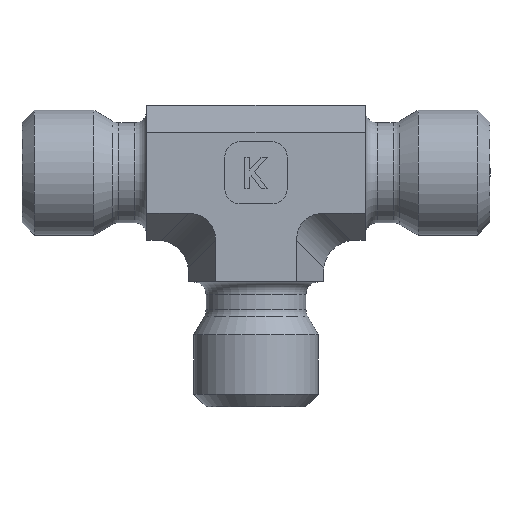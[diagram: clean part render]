
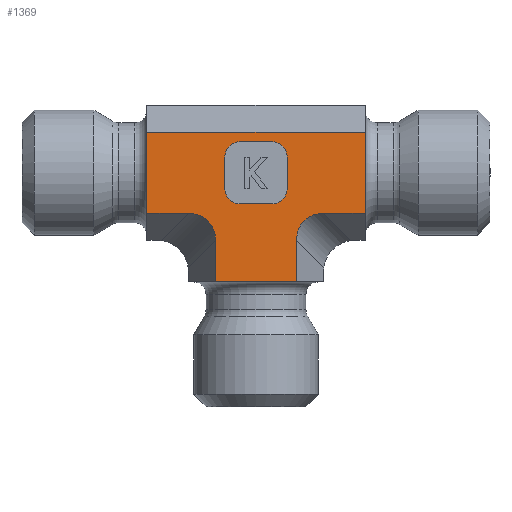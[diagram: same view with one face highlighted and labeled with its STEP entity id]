
A CAD part, left-side view. The second image highlights one B-rep face of the part: STEP entity #1369.
In plain terms, the highlighted planar face has unit normal (-1, 0, 0).
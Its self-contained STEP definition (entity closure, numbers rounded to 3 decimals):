
#360=CARTESIAN_POINT('',(-24.485,16.544,7.402));
#361=VERTEX_POINT('',#360);
#368=CARTESIAN_POINT('',(-24.485,16.544,12.598));
#369=VERTEX_POINT('',#368);
#370=CARTESIAN_POINT('',(-24.485,16.544,12.598));
#371=DIRECTION('',(0.0,0.0,-1.0));
#372=VECTOR('',#371,5.196);
#373=LINE('',#370,#372);
#374=EDGE_CURVE('',#369,#361,#373,.T.);
#523=CARTESIAN_POINT('',(-24.485,2.544,12.598));
#524=VERTEX_POINT('',#523);
#525=CARTESIAN_POINT('',(-24.485,16.544,12.598));
#526=DIRECTION('',(0.0,-1.0,0.0));
#527=VECTOR('',#526,14.);
#528=LINE('',#525,#527);
#529=EDGE_CURVE('',#369,#524,#528,.T.);
#803=CARTESIAN_POINT('',(-24.485,6.946,3.));
#804=VERTEX_POINT('',#803);
#811=CARTESIAN_POINT('',(-24.485,12.142,3.));
#812=VERTEX_POINT('',#811);
#813=CARTESIAN_POINT('',(-24.485,12.142,3.));
#814=DIRECTION('',(0.0,-1.0,0.0));
#815=VECTOR('',#814,5.196);
#816=LINE('',#813,#815);
#817=EDGE_CURVE('',#812,#804,#816,.T.);
#894=CARTESIAN_POINT('',(-24.485,12.142,5.67));
#895=VERTEX_POINT('',#894);
#896=CARTESIAN_POINT('',(-24.485,12.142,3.));
#897=DIRECTION('',(0.0,0.0,1.0));
#898=VECTOR('',#897,2.67);
#899=LINE('',#896,#898);
#900=EDGE_CURVE('',#812,#895,#899,.T.);
#1128=CARTESIAN_POINT('',(-24.485,2.544,7.402));
#1129=VERTEX_POINT('',#1128);
#1154=CARTESIAN_POINT('',(-24.485,2.544,7.402));
#1155=DIRECTION('',(0.0,0.0,1.0));
#1156=VECTOR('',#1155,5.196);
#1157=LINE('',#1154,#1156);
#1158=EDGE_CURVE('',#1129,#524,#1157,.T.);
#1229=CARTESIAN_POINT('',(-24.485,5.214,7.402));
#1230=VERTEX_POINT('',#1229);
#1231=CARTESIAN_POINT('',(-24.485,5.214,7.402));
#1232=DIRECTION('',(0.0,-1.0,0.0));
#1233=VECTOR('',#1232,2.67);
#1234=LINE('',#1231,#1233);
#1235=EDGE_CURVE('',#1230,#1129,#1234,.T.);
#1256=CARTESIAN_POINT('',(-24.485,6.946,0.0));
#1257=DIRECTION('',(-1.0,0.0,0.0));
#1258=DIRECTION('',(0.0,0.0,1.0));
#1259=AXIS2_PLACEMENT_3D('',#1256,#1257,#1258);
#1260=PLANE('',#1259);
#1261=ORIENTED_EDGE('',*,*,#374,.T.);
#1262=CARTESIAN_POINT('',(-24.485,13.874,7.402));
#1263=VERTEX_POINT('',#1262);
#1264=CARTESIAN_POINT('',(-24.485,13.874,7.402));
#1265=DIRECTION('',(0.0,1.0,0.0));
#1266=VECTOR('',#1265,2.67);
#1267=LINE('',#1264,#1266);
#1268=EDGE_CURVE('',#1263,#361,#1267,.T.);
#1269=ORIENTED_EDGE('',*,*,#1268,.F.);
#1270=CARTESIAN_POINT('',(-24.485,14.451,5.093));
#1271=DIRECTION('',(-1.0,0.0,0.0));
#1272=DIRECTION('',(0.0,-0.707,0.707));
#1273=AXIS2_PLACEMENT_3D('',#1270,#1271,#1272);
#1274=ELLIPSE('',#1273,2.582,2.0);
#1275=EDGE_CURVE('',#895,#1263,#1274,.T.);
#1276=ORIENTED_EDGE('',*,*,#1275,.F.);
#1277=ORIENTED_EDGE('',*,*,#900,.F.);
#1278=ORIENTED_EDGE('',*,*,#817,.T.);
#1279=CARTESIAN_POINT('',(-24.485,6.946,5.67));
#1280=VERTEX_POINT('',#1279);
#1281=CARTESIAN_POINT('',(-24.485,6.946,3.));
#1282=DIRECTION('',(0.0,0.0,1.0));
#1283=VECTOR('',#1282,2.67);
#1284=LINE('',#1281,#1283);
#1285=EDGE_CURVE('',#804,#1280,#1284,.T.);
#1286=ORIENTED_EDGE('',*,*,#1285,.T.);
#1287=CARTESIAN_POINT('',(-24.485,4.636,5.093));
#1288=DIRECTION('',(-1.0,0.0,0.0));
#1289=DIRECTION('',(0.0,0.707,0.707));
#1290=AXIS2_PLACEMENT_3D('',#1287,#1288,#1289);
#1291=ELLIPSE('',#1290,2.582,2.0);
#1292=EDGE_CURVE('',#1230,#1280,#1291,.T.);
#1293=ORIENTED_EDGE('',*,*,#1292,.F.);
#1294=ORIENTED_EDGE('',*,*,#1235,.T.);
#1295=ORIENTED_EDGE('',*,*,#1158,.T.);
#1296=ORIENTED_EDGE('',*,*,#529,.F.);
#1297=EDGE_LOOP('',(#1261,#1269,#1276,#1277,#1278,#1286,#1293,#1294,#1295,#1296));
#1298=FACE_OUTER_BOUND('',#1297,.T.);
#1299=CARTESIAN_POINT('',(-24.485,8.544,8.0));
#1300=VERTEX_POINT('',#1299);
#1301=CARTESIAN_POINT('',(-24.485,10.544,8.0));
#1302=VERTEX_POINT('',#1301);
#1303=CARTESIAN_POINT('',(-24.485,8.544,8.0));
#1304=DIRECTION('',(0.0,1.0,0.0));
#1305=VECTOR('',#1304,2.0);
#1306=LINE('',#1303,#1305);
#1307=EDGE_CURVE('',#1300,#1302,#1306,.T.);
#1308=ORIENTED_EDGE('',*,*,#1307,.T.);
#1309=CARTESIAN_POINT('',(-24.485,11.544,9.0));
#1310=VERTEX_POINT('',#1309);
#1311=CARTESIAN_POINT('',(-24.485,10.544,9.0));
#1312=DIRECTION('',(-1.0,0.0,0.0));
#1313=DIRECTION('',(0.0,0.707,-0.707));
#1314=AXIS2_PLACEMENT_3D('',#1311,#1312,#1313);
#1315=CIRCLE('',#1314,1.0);
#1316=EDGE_CURVE('',#1310,#1302,#1315,.T.);
#1317=ORIENTED_EDGE('',*,*,#1316,.F.);
#1318=CARTESIAN_POINT('',(-24.485,11.544,11.));
#1319=VERTEX_POINT('',#1318);
#1320=CARTESIAN_POINT('',(-24.485,11.544,9.0));
#1321=DIRECTION('',(0.0,0.0,1.0));
#1322=VECTOR('',#1321,2.0);
#1323=LINE('',#1320,#1322);
#1324=EDGE_CURVE('',#1310,#1319,#1323,.T.);
#1325=ORIENTED_EDGE('',*,*,#1324,.T.);
#1326=CARTESIAN_POINT('',(-24.485,10.544,12.0));
#1327=VERTEX_POINT('',#1326);
#1328=CARTESIAN_POINT('',(-24.485,10.544,11.));
#1329=DIRECTION('',(-1.0,0.0,0.0));
#1330=DIRECTION('',(0.0,0.707,0.707));
#1331=AXIS2_PLACEMENT_3D('',#1328,#1329,#1330);
#1332=CIRCLE('',#1331,1.0);
#1333=EDGE_CURVE('',#1327,#1319,#1332,.T.);
#1334=ORIENTED_EDGE('',*,*,#1333,.F.);
#1335=CARTESIAN_POINT('',(-24.485,8.544,12.0));
#1336=VERTEX_POINT('',#1335);
#1337=CARTESIAN_POINT('',(-24.485,10.544,12.0));
#1338=DIRECTION('',(0.0,-1.0,0.0));
#1339=VECTOR('',#1338,2.);
#1340=LINE('',#1337,#1339);
#1341=EDGE_CURVE('',#1327,#1336,#1340,.T.);
#1342=ORIENTED_EDGE('',*,*,#1341,.T.);
#1343=CARTESIAN_POINT('',(-24.485,7.544,11.));
#1344=VERTEX_POINT('',#1343);
#1345=CARTESIAN_POINT('',(-24.485,8.544,11.));
#1346=DIRECTION('',(-1.0,0.0,0.0));
#1347=DIRECTION('',(0.0,-0.707,0.707));
#1348=AXIS2_PLACEMENT_3D('',#1345,#1346,#1347);
#1349=CIRCLE('',#1348,1.0);
#1350=EDGE_CURVE('',#1344,#1336,#1349,.T.);
#1351=ORIENTED_EDGE('',*,*,#1350,.F.);
#1352=CARTESIAN_POINT('',(-24.485,7.544,9.));
#1353=VERTEX_POINT('',#1352);
#1354=CARTESIAN_POINT('',(-24.485,7.544,11.));
#1355=DIRECTION('',(0.0,0.0,-1.0));
#1356=VECTOR('',#1355,2.);
#1357=LINE('',#1354,#1356);
#1358=EDGE_CURVE('',#1344,#1353,#1357,.T.);
#1359=ORIENTED_EDGE('',*,*,#1358,.T.);
#1360=CARTESIAN_POINT('',(-24.485,8.544,9.));
#1361=DIRECTION('',(-1.0,0.0,0.0));
#1362=DIRECTION('',(0.0,-0.707,-0.707));
#1363=AXIS2_PLACEMENT_3D('',#1360,#1361,#1362);
#1364=CIRCLE('',#1363,1.0);
#1365=EDGE_CURVE('',#1300,#1353,#1364,.T.);
#1366=ORIENTED_EDGE('',*,*,#1365,.F.);
#1367=EDGE_LOOP('',(#1308,#1317,#1325,#1334,#1342,#1351,#1359,#1366));
#1368=FACE_BOUND('',#1367,.T.);
#1369=ADVANCED_FACE('',(#1298,#1368),#1260,.T.);
